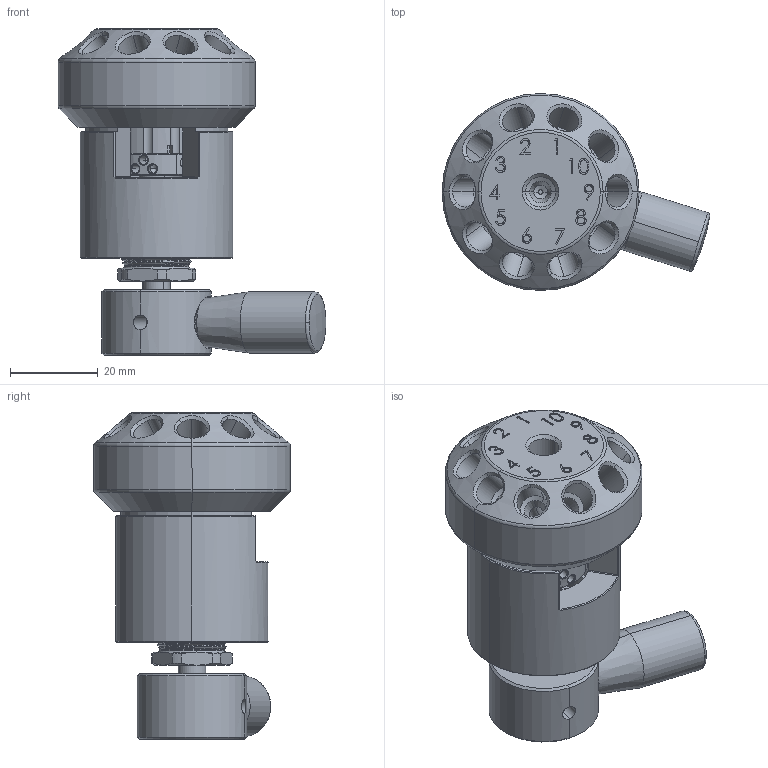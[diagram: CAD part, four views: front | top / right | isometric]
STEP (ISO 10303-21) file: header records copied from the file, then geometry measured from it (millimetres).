
FILE_DESCRIPTION (( 'STEP AP214' ), '1' );
FILE_NAME ('Ventil S 6151.STEP', '2022-06-28T07:15:26', ( '' ), ( '' ), 'SwSTEP 2.0', 'SolidWorks 2018', '' );
FILE_SCHEMA (( 'AUTOMOTIVE_DESIGN' ));
Length unit declared in the file: millimetre
Products named in the file (1): Ventil S 6151
Bounding box: 61.17 x 45 x 74.6 mm (x, y, z)
Volume: 59533.4 mm3; surface area: 25275.8 mm2
Topology: 2 solids, 9 shells, 864 faces, 2093 edges, 1255 vertices
Faces by surface type: cylinder 267, cone 259, plane 203, bspline 112, torus 23
Entity records: 40712 total; most frequent: CARTESIAN_POINT 21121, ORIENTED_EDGE 4090, DIRECTION 3825, EDGE_CURVE 2045, AXIS2_PLACEMENT_3D 1480, VERTEX_POINT 1255, EDGE_LOOP 952, LINE 865
